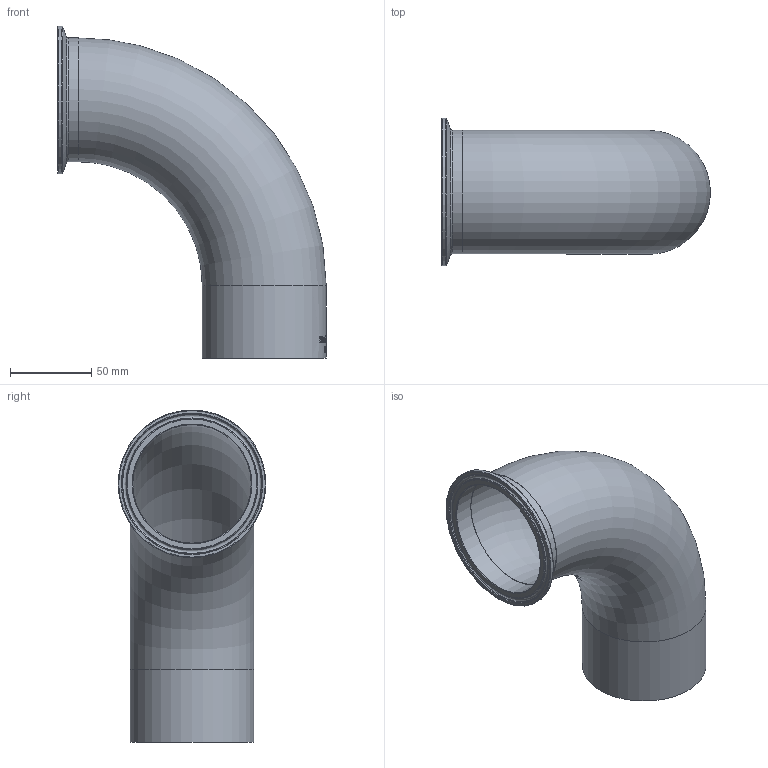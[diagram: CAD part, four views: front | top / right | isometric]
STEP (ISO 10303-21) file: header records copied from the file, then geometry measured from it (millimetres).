
FILE_DESCRIPTION(/* description */ (''),/* implementation_level */ '2;1');
FILE_NAME(/* name */ 'S2CKW-3.stp',/* time_stamp */ '2018-11-26T14:43:23-05:00',/* author */ ('ken'),/* organization */ (''),/* preprocessor_version */ 'ST-DEVELOPER v15.2',/* originating_system */ 'Autodesk Inventor 2014',/* authorisation */ '');
FILE_SCHEMA (('AUTOMOTIVE_DESIGN { 1 0 10303 214 3 1 1 }'));
Length unit declared in the file: inch
Products named in the file (1): S2CKW-3
Bounding box: 165.1 x 90.91 x 204.2 mm (x, y, z)
Volume: 98616.1 mm3; surface area: 115515 mm2
Topology: 1 solids, 1 shells, 366 faces, 988 edges, 655 vertices
Faces by surface type: bspline 181, plane 136, cylinder 35, torus 11, cone 3
Full cylindrical faces by diameter (mm): 72.898 x2, 76.2 x2, 90.907 x1
Entity records: 14564 total; most frequent: CARTESIAN_POINT 6485, ORIENTED_EDGE 1920, DIRECTION 1152, EDGE_CURVE 960, VERTEX_POINT 648, EDGE_LOOP 418, LINE 414, VECTOR 414
